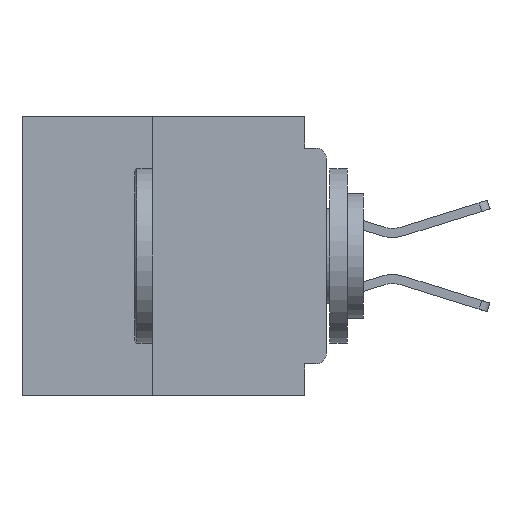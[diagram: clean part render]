
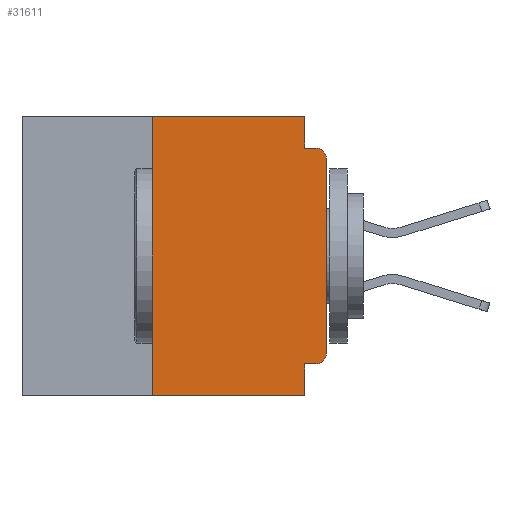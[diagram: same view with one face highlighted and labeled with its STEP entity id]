
A CAD part, left-side view. The second image highlights one B-rep face of the part: STEP entity #31611.
In plain terms, the highlighted planar face has unit normal (-1, 0, 0).
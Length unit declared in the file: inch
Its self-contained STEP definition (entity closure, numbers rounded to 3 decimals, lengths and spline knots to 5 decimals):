
#297 = EDGE_CURVE ( 'NONE', #15426, #7915, #21613, .T. ) ;
#1358 = CARTESIAN_POINT ( 'NONE',  ( 0., 0., -0.045 ) ) ;
#2412 = VECTOR ( 'NONE', #40873, 39.37008 ) ;
#3072 = VERTEX_POINT ( 'NONE', #38422 ) ;
#3753 = DIRECTION ( 'NONE',  ( -1., 0., 0. ) ) ;
#4245 = VERTEX_POINT ( 'NONE', #44176 ) ;
#4774 = LINE ( 'NONE', #8469, #40854 ) ;
#5239 = VERTEX_POINT ( 'NONE', #6533 ) ;
#5314 = CARTESIAN_POINT ( 'NONE',  ( 0., 0.031, -0.045 ) ) ;
#6269 = FACE_OUTER_BOUND ( 'NONE', #29425, .T. ) ;
#6533 = CARTESIAN_POINT ( 'NONE',  ( 0., 0.015, -0.355 ) ) ;
#6585 = CARTESIAN_POINT ( 'NONE',  ( 0., 0.25, -0.4 ) ) ;
#6856 = VECTOR ( 'NONE', #26870, 39.37008 ) ;
#7070 = EDGE_CURVE ( 'NONE', #5239, #39493, #17941, .T. ) ;
#7430 = ORIENTED_EDGE ( 'NONE', *, *, #297, .F. ) ;
#7752 = PLANE ( 'NONE',  #9236 ) ;
#7915 = VERTEX_POINT ( 'NONE', #44018 ) ;
#7945 = VERTEX_POINT ( 'NONE', #11771 ) ;
#7989 = ORIENTED_EDGE ( 'NONE', *, *, #16968, .T. ) ;
#8469 = CARTESIAN_POINT ( 'NONE',  ( 0., 0.437, 0. ) ) ;
#8814 = EDGE_CURVE ( 'NONE', #21977, #7915, #39744, .T. ) ;
#8929 = VERTEX_POINT ( 'NONE', #45807 ) ;
#9236 = AXIS2_PLACEMENT_3D ( 'NONE', #32917, #18662, #43792 ) ;
#9446 = DIRECTION ( 'NONE',  ( -1., 0., 0. ) ) ;
#10776 = EDGE_CURVE ( 'NONE', #39493, #8929, #35201, .T. ) ;
#11771 = CARTESIAN_POINT ( 'NONE',  ( 0., 0.25, -0.4 ) ) ;
#11884 = ORIENTED_EDGE ( 'NONE', *, *, #10776, .F. ) ;
#14533 = VECTOR ( 'NONE', #17519, 39.37008 ) ;
#15426 = VERTEX_POINT ( 'NONE', #5314 ) ;
#15699 = AXIS2_PLACEMENT_3D ( 'NONE', #25385, #3753, #28956 ) ;
#15999 = VECTOR ( 'NONE', #16776, 39.37008 ) ;
#16776 = DIRECTION ( 'NONE',  ( 0., -1., 0. ) ) ;
#16968 = EDGE_CURVE ( 'NONE', #5239, #3072, #42972, .T. ) ;
#17245 = CARTESIAN_POINT ( 'NONE',  ( 0., 0., -0.06 ) ) ;
#17519 = DIRECTION ( 'NONE',  ( 0., 0., 1. ) ) ;
#17941 = LINE ( 'NONE', #31172, #26360 ) ;
#18421 = EDGE_CURVE ( 'NONE', #29237, #15426, #45168, .T. ) ;
#18662 = DIRECTION ( 'NONE',  ( 1., 0., 0. ) ) ;
#18792 = DIRECTION ( 'NONE',  ( 0., 0., -1. ) ) ;
#20654 = DIRECTION ( 'NONE',  ( 0., 1., 0. ) ) ;
#21303 = ORIENTED_EDGE ( 'NONE', *, *, #27988, .F. ) ;
#21613 = LINE ( 'NONE', #1358, #2412 ) ;
#21977 = VERTEX_POINT ( 'NONE', #17245 ) ;
#23948 = ORIENTED_EDGE ( 'NONE', *, *, #8814, .T. ) ;
#24081 = LINE ( 'NONE', #6585, #14533 ) ;
#25385 = CARTESIAN_POINT ( 'NONE',  ( 0., 0.015, -0.34 ) ) ;
#25666 = VECTOR ( 'NONE', #18792, 39.37008 ) ;
#26360 = VECTOR ( 'NONE', #20654, 39.37008 ) ;
#26870 = DIRECTION ( 'NONE',  ( 0., 0., -1. ) ) ;
#27988 = EDGE_CURVE ( 'NONE', #4245, #29237, #4774, .T. ) ;
#28956 = DIRECTION ( 'NONE',  ( 0., 0., -1. ) ) ;
#29237 = VERTEX_POINT ( 'NONE', #40617 ) ;
#29425 = EDGE_LOOP ( 'NONE', ( #35725, #23948, #7430, #29642, #21303, #45559, #41618, #11884, #29839, #7989 ) ) ;
#29460 = CARTESIAN_POINT ( 'NONE',  ( 0., 0., 0. ) ) ;
#29622 = DIRECTION ( 'NONE',  ( 0., 0., 1. ) ) ;
#29642 = ORIENTED_EDGE ( 'NONE', *, *, #18421, .F. ) ;
#29839 = ORIENTED_EDGE ( 'NONE', *, *, #7070, .F. ) ;
#30034 = DIRECTION ( 'NONE',  ( 0., -1., 0. ) ) ;
#31029 = CARTESIAN_POINT ( 'NONE',  ( 0., 0.015, -0.06 ) ) ;
#31172 = CARTESIAN_POINT ( 'NONE',  ( 0., 0., -0.355 ) ) ;
#31611 = ADVANCED_FACE ( 'NONE', ( #6269 ), #7752, .F. ) ;
#32917 = CARTESIAN_POINT ( 'NONE',  ( 0., 0.437, 0. ) ) ;
#33923 = LINE ( 'NONE', #41912, #15999 ) ;
#34634 = DIRECTION ( 'NONE',  ( 0., 0., -1. ) ) ;
#35201 = LINE ( 'NONE', #36666, #25666 ) ;
#35725 = ORIENTED_EDGE ( 'NONE', *, *, #41269, .T. ) ;
#36666 = CARTESIAN_POINT ( 'NONE',  ( 0., 0.031, -0.4 ) ) ;
#37033 = LINE ( 'NONE', #29460, #42120 ) ;
#37559 = CARTESIAN_POINT ( 'NONE',  ( 0., 0.031, 0. ) ) ;
#38422 = CARTESIAN_POINT ( 'NONE',  ( 0., 0., -0.34 ) ) ;
#39493 = VERTEX_POINT ( 'NONE', #46216 ) ;
#39744 = CIRCLE ( 'NONE', #42036, 0.015 ) ;
#40617 = CARTESIAN_POINT ( 'NONE',  ( 0., 0.031, 0. ) ) ;
#40854 = VECTOR ( 'NONE', #30034, 39.37008 ) ;
#40873 = DIRECTION ( 'NONE',  ( 0., -1., 0. ) ) ;
#41269 = EDGE_CURVE ( 'NONE', #3072, #21977, #37033, .T. ) ;
#41618 = ORIENTED_EDGE ( 'NONE', *, *, #44772, .T. ) ;
#41669 = EDGE_CURVE ( 'NONE', #7945, #4245, #24081, .T. ) ;
#41912 = CARTESIAN_POINT ( 'NONE',  ( 0., 0.437, -0.4 ) ) ;
#42036 = AXIS2_PLACEMENT_3D ( 'NONE', #31029, #9446, #34634 ) ;
#42120 = VECTOR ( 'NONE', #29622, 39.37008 ) ;
#42972 = CIRCLE ( 'NONE', #15699, 0.015 ) ;
#43792 = DIRECTION ( 'NONE',  ( 0., 0., -1. ) ) ;
#44018 = CARTESIAN_POINT ( 'NONE',  ( 0., 0.015, -0.045 ) ) ;
#44176 = CARTESIAN_POINT ( 'NONE',  ( 0., 0.25, 0. ) ) ;
#44772 = EDGE_CURVE ( 'NONE', #7945, #8929, #33923, .T. ) ;
#45168 = LINE ( 'NONE', #37559, #6856 ) ;
#45559 = ORIENTED_EDGE ( 'NONE', *, *, #41669, .F. ) ;
#45807 = CARTESIAN_POINT ( 'NONE',  ( 0., 0.031, -0.4 ) ) ;
#46216 = CARTESIAN_POINT ( 'NONE',  ( 0., 0.031, -0.355 ) ) ;
